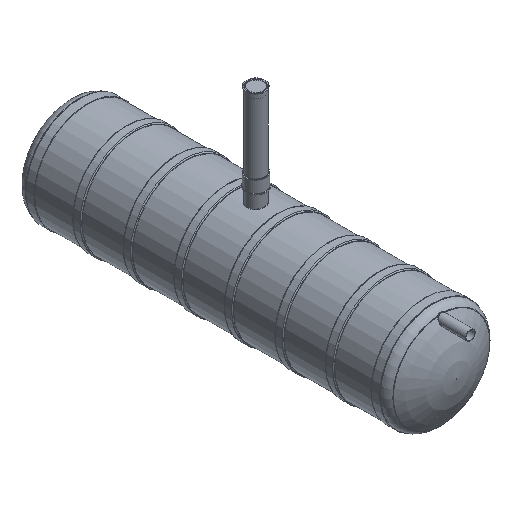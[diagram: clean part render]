
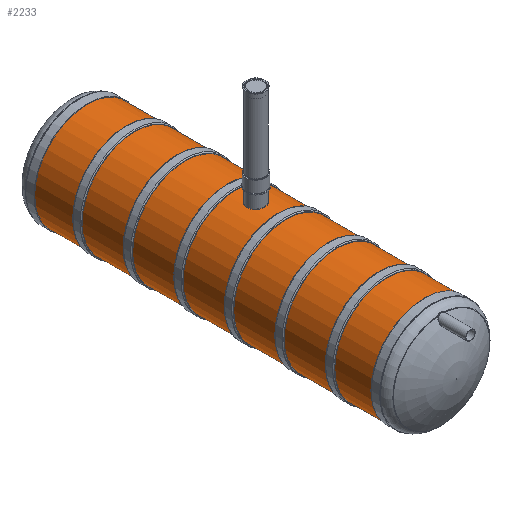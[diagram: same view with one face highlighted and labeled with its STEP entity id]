
A CAD part, isometric view. The second image highlights one B-rep face of the part: STEP entity #2233.
In plain terms, the highlighted cylindrical face has radius 606 mm (diameter 1212 mm), a full revolution.
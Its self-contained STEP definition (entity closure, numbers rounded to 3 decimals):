
#491=CIRCLE('',#2533,606.);
#492=CIRCLE('',#2534,606.);
#632=ORIENTED_EDGE('',*,*,#1226,.F.);
#633=ORIENTED_EDGE('',*,*,#1227,.T.);
#634=ORIENTED_EDGE('',*,*,#1228,.F.);
#1226=EDGE_CURVE('',#1523,#1523,#1743,.T.);
#1227=EDGE_CURVE('',#1524,#1524,#491,.T.);
#1228=EDGE_CURVE('',#1525,#1525,#492,.T.);
#1523=VERTEX_POINT('',#3678);
#1524=VERTEX_POINT('',#3680);
#1525=VERTEX_POINT('',#3682);
#1743=B_SPLINE_CURVE_WITH_KNOTS('',3,(#3610,#3611,#3612,#3613,#3614,#3615,
#3616,#3617,#3618,#3619,#3620,#3621,#3622,#3623,#3624,#3625,#3626,#3627,
#3628,#3629,#3630,#3631,#3632,#3633,#3634,#3635,#3636,#3637,#3638,#3639,
#3640,#3641,#3642,#3643,#3644,#3645,#3646,#3647,#3648,#3649,#3650,#3651,
#3652,#3653,#3654,#3655,#3656,#3657,#3658,#3659,#3660,#3661,#3662,#3663,
#3664,#3665,#3666,#3667,#3668,#3669,#3670,#3671,#3672,#3673,#3674,#3675,
#3676,#3677),.UNSPECIFIED.,.T.,.F.,(1,1,1,1,1,1,1,1,1,1,1,1,1,1,1,1,1,1,
1,1,1,1,1,1,1,1,1,1,1,1,1,1,1,1,1,1,1,1,1,1,1,1,1,1,1,1,1,1,1,1,1,1,1,1,
1,1,1,1,1,1,1,1,1,1,1,1,1,1,1,1,1,1),(-0.029,-0.02,
-0.01,0.,0.01,0.02,
0.029,0.039,0.059,0.068,
0.078,0.088,0.098,0.108,
0.117,0.127,0.137,0.147,
0.157,0.166,0.171,0.176,
0.186,0.196,0.205,0.215,
0.225,0.235,0.245,0.254,
0.264,0.274,0.294,0.298,
0.303,0.313,0.323,0.333,
0.342,0.352,0.362,0.372,0.382,
0.391,0.401,0.411,0.421,
0.431,0.44,0.45,0.46,
0.465,0.47,0.479,0.489,
0.499,0.509,0.528,0.538,
0.548,0.558,0.568,0.572,
0.577,0.587,0.597,0.607,
0.616,0.626,0.636,0.646,
0.656),.UNSPECIFIED.);
#1749=EDGE_LOOP('',(#632));
#1750=EDGE_LOOP('',(#633));
#1751=EDGE_LOOP('',(#634));
#1957=FACE_BOUND('',#1749,.T.);
#1958=FACE_BOUND('',#1750,.T.);
#1959=FACE_BOUND('',#1751,.T.);
#2168=CYLINDRICAL_SURFACE('',#2532,606.);
#2233=ADVANCED_FACE('',(#1957,#1958,#1959),#2168,.T.);
#2532=AXIS2_PLACEMENT_3D('',#3609,#2842,#2843);
#2533=AXIS2_PLACEMENT_3D('',#3679,#2844,#2845);
#2534=AXIS2_PLACEMENT_3D('',#3681,#2846,#2847);
#2842=DIRECTION('',(0.,1.,0.));
#2843=DIRECTION('',(0.,0.,1.));
#2844=DIRECTION('',(0.,1.,0.));
#2845=DIRECTION('',(1.,0.,0.));
#2846=DIRECTION('',(0.,1.,0.));
#2847=DIRECTION('',(1.,0.,0.));
#3609=CARTESIAN_POINT('',(0.,-2033.5,0.));
#3610=CARTESIAN_POINT('',(-9.894,-99.672,605.946));
#3611=CARTESIAN_POINT('',(0.004,-100.164,606.027));
#3612=CARTESIAN_POINT('',(9.878,-99.672,605.946));
#3613=CARTESIAN_POINT('',(19.548,-98.232,605.71));
#3614=CARTESIAN_POINT('',(29.065,-95.854,605.327));
#3615=CARTESIAN_POINT('',(41.532,-91.382,604.63));
#3616=CARTESIAN_POINT('',(52.973,-85.258,603.723));
#3617=CARTESIAN_POINT('',(63.571,-77.404,602.673));
#3618=CARTESIAN_POINT('',(70.84,-70.805,601.859));
#3619=CARTESIAN_POINT('',(77.387,-63.585,601.049));
#3620=CARTESIAN_POINT('',(83.24,-55.711,600.264));
#3621=CARTESIAN_POINT('',(88.334,-47.216,599.533));
#3622=CARTESIAN_POINT('',(92.508,-38.389,598.901));
#3623=CARTESIAN_POINT('',(95.814,-29.192,598.38));
#3624=CARTESIAN_POINT('',(98.235,-19.558,597.986));
#3625=CARTESIAN_POINT('',(99.675,-9.837,597.747));
#3626=CARTESIAN_POINT('',(100.16,-0.069,597.665));
#3627=CARTESIAN_POINT('',(99.765,8.129,597.732));
#3628=CARTESIAN_POINT('',(98.955,14.7,597.866));
#3629=CARTESIAN_POINT('',(97.832,21.157,598.051));
#3630=CARTESIAN_POINT('',(95.847,29.069,598.374));
#3631=CARTESIAN_POINT('',(92.555,38.289,598.894));
#3632=CARTESIAN_POINT('',(88.31,47.264,599.537));
#3633=CARTESIAN_POINT('',(83.274,55.65,600.259));
#3634=CARTESIAN_POINT('',(77.47,63.487,601.039));
#3635=CARTESIAN_POINT('',(70.842,70.809,601.859));
#3636=CARTESIAN_POINT('',(63.554,77.413,602.674));
#3637=CARTESIAN_POINT('',(55.727,83.224,603.451));
#3638=CARTESIAN_POINT('',(47.33,88.275,604.17));
#3639=CARTESIAN_POINT('',(35.377,93.937,605.02));
#3640=CARTESIAN_POINT('',(24.484,97.245,605.55));
#3641=CARTESIAN_POINT('',(14.789,98.942,605.826));
#3642=CARTESIAN_POINT('',(8.215,99.758,605.96));
#3643=CARTESIAN_POINT('',(0.03,100.159,606.026));
#3644=CARTESIAN_POINT('',(-9.74,99.685,605.948));
#3645=CARTESIAN_POINT('',(-19.478,98.251,605.713));
#3646=CARTESIAN_POINT('',(-29.104,95.84,605.325));
#3647=CARTESIAN_POINT('',(-38.303,92.544,604.811));
#3648=CARTESIAN_POINT('',(-47.148,88.372,604.184));
#3649=CARTESIAN_POINT('',(-55.658,83.275,603.457));
#3650=CARTESIAN_POINT('',(-63.517,77.441,602.678));
#3651=CARTESIAN_POINT('',(-70.746,70.901,601.87));
#3652=CARTESIAN_POINT('',(-77.373,63.608,601.051));
#3653=CARTESIAN_POINT('',(-83.25,55.69,600.263));
#3654=CARTESIAN_POINT('',(-88.269,47.329,599.543));
#3655=CARTESIAN_POINT('',(-92.473,38.489,598.907));
#3656=CARTESIAN_POINT('',(-95.831,29.138,598.377));
#3657=CARTESIAN_POINT('',(-98.214,19.643,597.989));
#3658=CARTESIAN_POINT('',(-99.422,11.575,597.789));
#3659=CARTESIAN_POINT('',(-99.914,5.039,597.707));
#3660=CARTESIAN_POINT('',(-100.083,-1.578,597.678));
#3661=CARTESIAN_POINT('',(-99.681,-9.781,597.746));
#3662=CARTESIAN_POINT('',(-98.251,-19.455,597.983));
#3663=CARTESIAN_POINT('',(-95.877,-28.989,598.37));
#3664=CARTESIAN_POINT('',(-91.419,-41.449,599.073));
#3665=CARTESIAN_POINT('',(-85.308,-52.894,599.986));
#3666=CARTESIAN_POINT('',(-77.45,-63.514,601.041));
#3667=CARTESIAN_POINT('',(-70.871,-70.773,601.855));
#3668=CARTESIAN_POINT('',(-63.654,-77.33,602.664));
#3669=CARTESIAN_POINT('',(-57.091,-82.217,603.316));
#3670=CARTESIAN_POINT('',(-51.518,-85.756,603.811));
#3671=CARTESIAN_POINT('',(-45.831,-88.984,604.276));
#3672=CARTESIAN_POINT('',(-38.472,-92.475,604.8));
#3673=CARTESIAN_POINT('',(-29.27,-95.79,605.317));
#3674=CARTESIAN_POINT('',(-19.632,-98.22,605.708));
#3675=CARTESIAN_POINT('',(-9.894,-99.672,605.946));
#3676=CARTESIAN_POINT('',(0.004,-100.164,606.027));
#3677=CARTESIAN_POINT('',(9.878,-99.672,605.946));
#3678=CARTESIAN_POINT('',(0.,-100.,606.));
#3679=CARTESIAN_POINT('',(0.,-2033.5,0.));
#3680=CARTESIAN_POINT('',(606.,-2033.5,0.));
#3681=CARTESIAN_POINT('',(0.,2033.5,0.));
#3682=CARTESIAN_POINT('',(606.,2033.5,0.));
